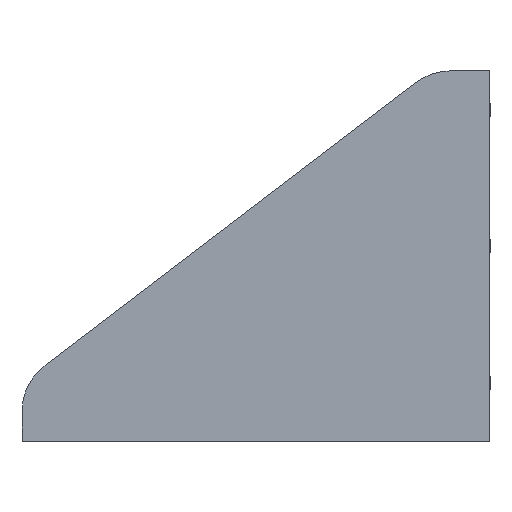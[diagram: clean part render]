
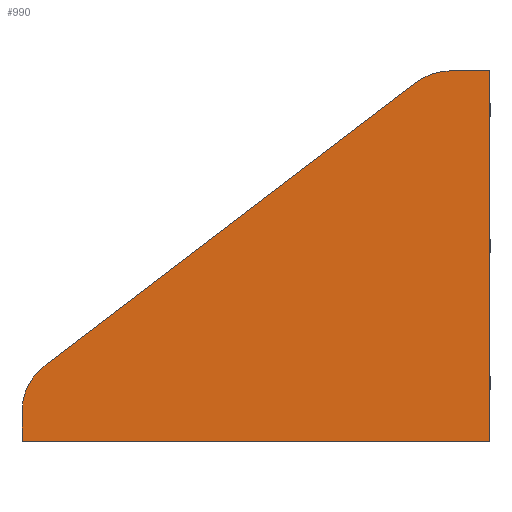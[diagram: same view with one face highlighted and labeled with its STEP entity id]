
A CAD part, left-side view. The second image highlights one B-rep face of the part: STEP entity #990.
In plain terms, the highlighted planar face has unit normal (-1, 0, 0).
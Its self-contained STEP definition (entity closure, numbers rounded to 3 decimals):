
#18 = AXIS2_PLACEMENT_3D ( 'NONE', #90, #84, #257 ) ;
#47 = DIRECTION ( 'NONE',  ( 0., 0., 1. ) ) ;
#54 = EDGE_CURVE ( 'NONE', #1001, #603, #274, .T. ) ;
#59 = VERTEX_POINT ( 'NONE', #508 ) ;
#69 = CARTESIAN_POINT ( 'NONE',  ( -100., 65.7, 242.054 ) ) ;
#72 = VECTOR ( 'NONE', #174, 1000. ) ;
#84 = DIRECTION ( 'NONE',  ( -1., 0., 0. ) ) ;
#89 = EDGE_CURVE ( 'NONE', #603, #147, #924, .T. ) ;
#90 = CARTESIAN_POINT ( 'NONE',  ( -100., 56.609, 230.122 ) ) ;
#92 = VECTOR ( 'NONE', #974, 1000. ) ;
#100 = EDGE_CURVE ( 'NONE', #59, #1085, #412, .T. ) ;
#135 = EDGE_CURVE ( 'NONE', #320, #59, #528, .T. ) ;
#147 = VERTEX_POINT ( 'NONE', #796 ) ;
#154 = ORIENTED_EDGE ( 'NONE', *, *, #514, .T. ) ;
#174 = DIRECTION ( 'NONE',  ( 0., 0.795, -0.606 ) ) ;
#218 = CARTESIAN_POINT ( 'NONE',  ( -100., 46.673, 245.122 ) ) ;
#252 = VERTEX_POINT ( 'NONE', #218 ) ;
#257 = DIRECTION ( 'NONE',  ( 0., 0., 1. ) ) ;
#274 = CIRCLE ( 'NONE', #18, 15. ) ;
#308 = DIRECTION ( 'NONE',  ( -1., 0., 0. ) ) ;
#320 = VERTEX_POINT ( 'NONE', #391 ) ;
#331 = CIRCLE ( 'NONE', #964, 15. ) ;
#364 = AXIS2_PLACEMENT_3D ( 'NONE', #916, #667, #47 ) ;
#391 = CARTESIAN_POINT ( 'NONE',  ( -100., 166.673, 157.693 ) ) ;
#393 = ORIENTED_EDGE ( 'NONE', *, *, #135, .T. ) ;
#394 = PLANE ( 'NONE',  #364 ) ;
#412 = LINE ( 'NONE', #852, #841 ) ;
#415 = DIRECTION ( 'NONE',  ( 0., -1., 0. ) ) ;
#488 = CARTESIAN_POINT ( 'NONE',  ( -100., 151.673, 157.693 ) ) ;
#499 = EDGE_CURVE ( 'NONE', #147, #320, #331, .T. ) ;
#500 = CARTESIAN_POINT ( 'NONE',  ( -100., 61.673, 245.122 ) ) ;
#508 = CARTESIAN_POINT ( 'NONE',  ( -100., 166.673, 150.122 ) ) ;
#513 = CARTESIAN_POINT ( 'NONE',  ( -100., 46.673, 150.122 ) ) ;
#514 = EDGE_CURVE ( 'NONE', #1085, #252, #654, .T. ) ;
#528 = LINE ( 'NONE', #716, #788 ) ;
#534 = EDGE_LOOP ( 'NONE', ( #1026, #630, #393, #771, #154, #920, #587 ) ) ;
#542 = CARTESIAN_POINT ( 'NONE',  ( -100., 56.609, 245.122 ) ) ;
#562 = CARTESIAN_POINT ( 'NONE',  ( -100., 46.673, 150.122 ) ) ;
#565 = EDGE_CURVE ( 'NONE', #252, #1001, #623, .T. ) ;
#587 = ORIENTED_EDGE ( 'NONE', *, *, #54, .T. ) ;
#603 = VERTEX_POINT ( 'NONE', #69 ) ;
#623 = LINE ( 'NONE', #634, #92 ) ;
#630 = ORIENTED_EDGE ( 'NONE', *, *, #499, .T. ) ;
#634 = CARTESIAN_POINT ( 'NONE',  ( -100., 46.673, 245.122 ) ) ;
#654 = LINE ( 'NONE', #562, #861 ) ;
#667 = DIRECTION ( 'NONE',  ( -1., 0., 0. ) ) ;
#669 = DIRECTION ( 'NONE',  ( 0., 0., 1. ) ) ;
#716 = CARTESIAN_POINT ( 'NONE',  ( -100., 166.673, 165.122 ) ) ;
#771 = ORIENTED_EDGE ( 'NONE', *, *, #100, .T. ) ;
#788 = VECTOR ( 'NONE', #1039, 1000. ) ;
#796 = CARTESIAN_POINT ( 'NONE',  ( -100., 160.763, 169.625 ) ) ;
#841 = VECTOR ( 'NONE', #415, 1000. ) ;
#852 = CARTESIAN_POINT ( 'NONE',  ( -100., 166.673, 150.122 ) ) ;
#861 = VECTOR ( 'NONE', #669, 1000. ) ;
#916 = CARTESIAN_POINT ( 'NONE',  ( -100., 36.673, 56.622 ) ) ;
#920 = ORIENTED_EDGE ( 'NONE', *, *, #565, .T. ) ;
#924 = LINE ( 'NONE', #500, #72 ) ;
#964 = AXIS2_PLACEMENT_3D ( 'NONE', #488, #308, #997 ) ;
#974 = DIRECTION ( 'NONE',  ( 0., 1., 0. ) ) ;
#976 = FACE_OUTER_BOUND ( 'NONE', #534, .T. ) ;
#990 = ADVANCED_FACE ( 'NONE', ( #976 ), #394, .T. ) ;
#997 = DIRECTION ( 'NONE',  ( 0., 0., 1. ) ) ;
#1001 = VERTEX_POINT ( 'NONE', #542 ) ;
#1026 = ORIENTED_EDGE ( 'NONE', *, *, #89, .T. ) ;
#1039 = DIRECTION ( 'NONE',  ( 0., 0., -1. ) ) ;
#1085 = VERTEX_POINT ( 'NONE', #513 ) ;
